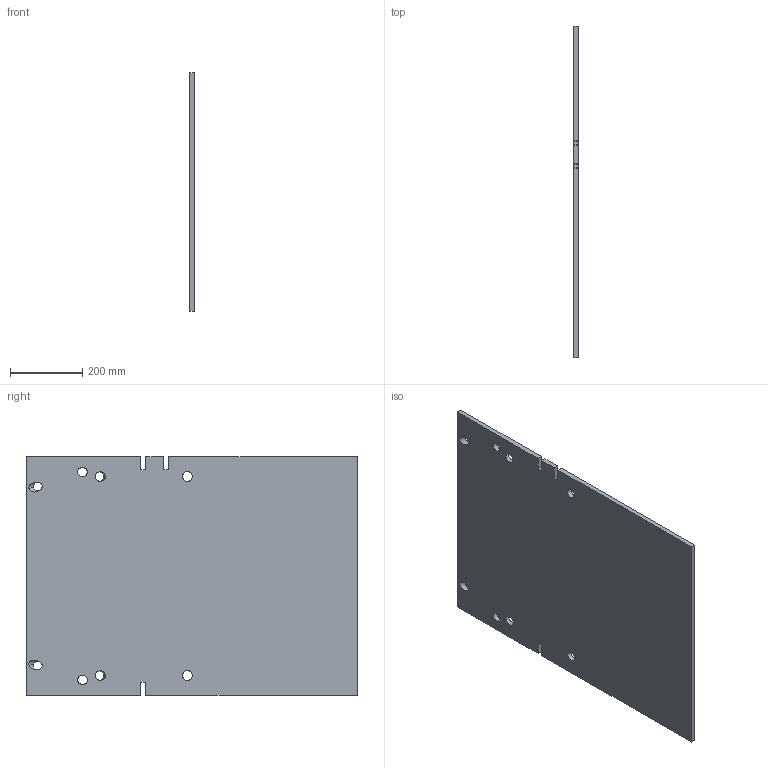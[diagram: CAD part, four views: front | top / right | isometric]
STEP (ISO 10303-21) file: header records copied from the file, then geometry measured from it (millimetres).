
FILE_DESCRIPTION (( 'STEP AP214' ), '1' );
FILE_NAME ('Green_2.STEP', '2024-03-26T22:50:58', ( '' ), ( '' ), 'SwSTEP 2.0', 'SolidWorks 2024', '' );
FILE_SCHEMA (( 'AUTOMOTIVE_DESIGN' ));
Length unit declared in the file: inch
Products named in the file (1): Green_2
Bounding box: 12.7 x 914.4 x 660.4 mm (x, y, z)
Volume: 7585937 mm3; surface area: 1246849.4 mm2
Topology: 1 solids, 1 shells, 40 faces, 114 edges, 76 vertices
Faces by surface type: cylinder 22, plane 18
Entity records: 1357 total; most frequent: CARTESIAN_POINT 303, ORIENTED_EDGE 228, DIRECTION 192, EDGE_CURVE 114, VERTEX_POINT 76, LINE 70, VECTOR 70, AXIS2_PLACEMENT_3D 61
